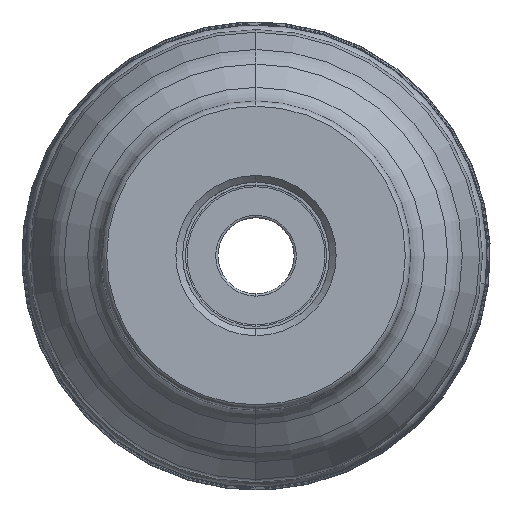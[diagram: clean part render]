
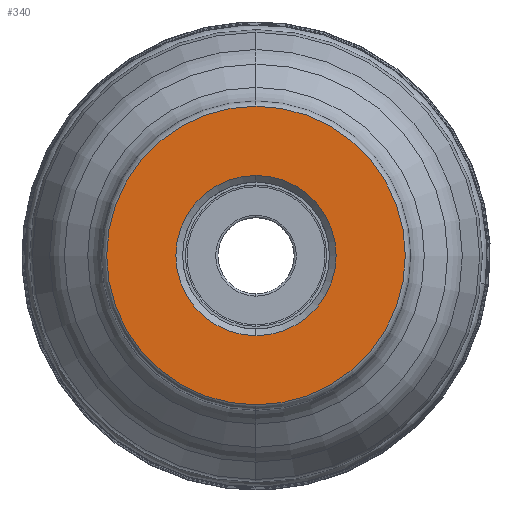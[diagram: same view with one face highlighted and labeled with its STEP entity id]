
A CAD part, top view. The second image highlights one B-rep face of the part: STEP entity #340.
In plain terms, the highlighted planar face has unit normal (0, 0, 1).
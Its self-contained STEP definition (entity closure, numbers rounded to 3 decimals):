
#46=PLANE('',#3293);
#56=FACE_BOUND('',#694,.T.);
#57=FACE_BOUND('',#695,.T.);
#340=ADVANCED_FACE('',(#56,#57),#46,.T.);
#694=EDGE_LOOP('',(#1314,#1315,#1316,#1317));
#695=EDGE_LOOP('',(#1318,#1319));
#1314=ORIENTED_EDGE('',*,*,#2028,.T.);
#1315=ORIENTED_EDGE('',*,*,#2029,.T.);
#1316=ORIENTED_EDGE('',*,*,#2030,.F.);
#1317=ORIENTED_EDGE('',*,*,#2031,.F.);
#1318=ORIENTED_EDGE('',*,*,#2025,.F.);
#1319=ORIENTED_EDGE('',*,*,#2027,.F.);
#1668=VERTEX_POINT('',#6374);
#1669=VERTEX_POINT('',#6376);
#1670=VERTEX_POINT('',#6382);
#1671=VERTEX_POINT('',#6383);
#1672=VERTEX_POINT('',#6385);
#1673=VERTEX_POINT('',#6387);
#2025=EDGE_CURVE('',#1668,#1669,#2445,.T.);
#2027=EDGE_CURVE('',#1669,#1668,#2446,.T.);
#2028=EDGE_CURVE('',#1670,#1671,#2447,.T.);
#2029=EDGE_CURVE('',#1671,#1672,#2448,.T.);
#2030=EDGE_CURVE('',#1673,#1672,#2449,.T.);
#2031=EDGE_CURVE('',#1670,#1673,#2450,.T.);
#2445=CIRCLE('',#3285,14.4);
#2446=CIRCLE('',#3287,14.4);
#2447=CIRCLE('',#3289,26.834);
#2448=CIRCLE('',#3290,26.834);
#2449=CIRCLE('',#3291,26.834);
#2450=CIRCLE('',#3292,26.834);
#3285=AXIS2_PLACEMENT_3D('',#6375,#4227,#4228);
#3287=AXIS2_PLACEMENT_3D('',#6379,#4232,#4233);
#3289=AXIS2_PLACEMENT_3D('',#6381,#4236,#4237);
#3290=AXIS2_PLACEMENT_3D('',#6384,#4238,#4239);
#3291=AXIS2_PLACEMENT_3D('',#6386,#4240,#4241);
#3292=AXIS2_PLACEMENT_3D('',#6388,#4242,#4243);
#3293=AXIS2_PLACEMENT_3D('',#6389,#4244,#4245);
#4227=DIRECTION('',(0.,0.,1.));
#4228=DIRECTION('',(0.,-1.,0.));
#4232=DIRECTION('',(0.,0.,1.));
#4233=DIRECTION('',(0.,1.,0.));
#4236=DIRECTION('',(0.,0.,1.));
#4237=DIRECTION('',(0.,-1.,0.));
#4238=DIRECTION('',(0.,0.,1.));
#4239=DIRECTION('',(0.,-1.,0.));
#4240=DIRECTION('',(0.,0.,-1.));
#4241=DIRECTION('',(0.,1.,0.));
#4242=DIRECTION('',(0.,0.,-1.));
#4243=DIRECTION('',(0.,1.,0.));
#4244=DIRECTION('',(0.,0.,1.));
#4245=DIRECTION('',(0.,-1.,0.));
#6374=CARTESIAN_POINT('',(0.,-14.4,0.));
#6375=CARTESIAN_POINT('',(0.,0.,0.));
#6376=CARTESIAN_POINT('',(0.,14.4,0.));
#6379=CARTESIAN_POINT('',(0.,0.,0.));
#6381=CARTESIAN_POINT('',(0.,0.,0.));
#6382=CARTESIAN_POINT('',(-0.016,26.834,0.));
#6383=CARTESIAN_POINT('',(0.,-26.834,0.));
#6384=CARTESIAN_POINT('',(0.,0.,0.));
#6385=CARTESIAN_POINT('',(0.016,-26.834,0.));
#6386=CARTESIAN_POINT('',(0.,0.,0.));
#6387=CARTESIAN_POINT('',(0.,26.834,0.));
#6388=CARTESIAN_POINT('',(0.,0.,0.));
#6389=CARTESIAN_POINT('',(0.,0.,0.));
